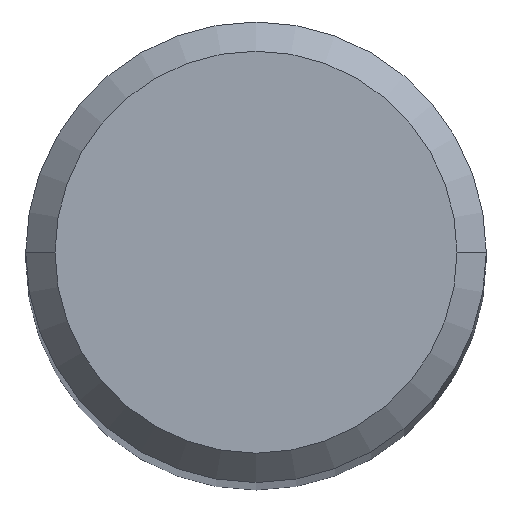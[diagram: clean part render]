
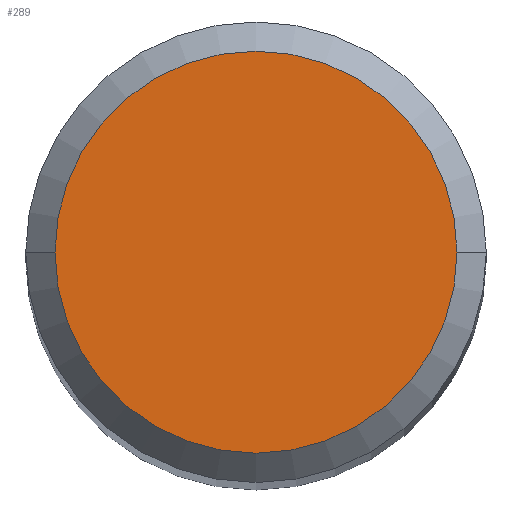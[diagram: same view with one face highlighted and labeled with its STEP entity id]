
A CAD part, top view. The second image highlights one B-rep face of the part: STEP entity #289.
In plain terms, the highlighted planar face has unit normal (0, 0, 1).
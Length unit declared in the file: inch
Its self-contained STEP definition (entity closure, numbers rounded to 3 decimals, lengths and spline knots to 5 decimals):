
#8 = EDGE_CURVE ( 'NONE', #77, #55, #171, .T. ) ;
#23 = CIRCLE ( 'NONE', #185, 0.10311 ) ;
#26 = AXIS2_PLACEMENT_3D ( 'NONE', #196, #292, #319 ) ;
#55 = VERTEX_POINT ( 'NONE', #250 ) ;
#59 = ORIENTED_EDGE ( 'NONE', *, *, #123, .T. ) ;
#60 = FACE_OUTER_BOUND ( 'NONE', #239, .T. ) ;
#76 = DIRECTION ( 'NONE',  ( 1., 0., 0. ) ) ;
#77 = VERTEX_POINT ( 'NONE', #304 ) ;
#89 = DIRECTION ( 'NONE',  ( 1., 0., 0. ) ) ;
#99 = AXIS2_PLACEMENT_3D ( 'NONE', #201, #203, #89 ) ;
#123 = EDGE_CURVE ( 'NONE', #55, #77, #23, .T. ) ;
#140 = CARTESIAN_POINT ( 'NONE',  ( 0., 0., 2.24409 ) ) ;
#165 = ORIENTED_EDGE ( 'NONE', *, *, #8, .T. ) ;
#171 = CIRCLE ( 'NONE', #99, 0.10311 ) ;
#185 = AXIS2_PLACEMENT_3D ( 'NONE', #140, #282, #76 ) ;
#196 = CARTESIAN_POINT ( 'NONE',  ( 0., 0., 2.24409 ) ) ;
#201 = CARTESIAN_POINT ( 'NONE',  ( 0., 0., 2.24409 ) ) ;
#203 = DIRECTION ( 'NONE',  ( 0., 0., 1. ) ) ;
#239 = EDGE_LOOP ( 'NONE', ( #59, #165 ) ) ;
#250 = CARTESIAN_POINT ( 'NONE',  ( -0.10311, 0., 2.24409 ) ) ;
#282 = DIRECTION ( 'NONE',  ( 0., 0., 1. ) ) ;
#288 = PLANE ( 'NONE',  #26 ) ;
#289 = ADVANCED_FACE ( 'NONE', ( #60 ), #288, .T. ) ;
#292 = DIRECTION ( 'NONE',  ( 0., 0., 1. ) ) ;
#304 = CARTESIAN_POINT ( 'NONE',  ( 0.10311, 0., 2.24409 ) ) ;
#319 = DIRECTION ( 'NONE',  ( 1., 0., 0. ) ) ;
